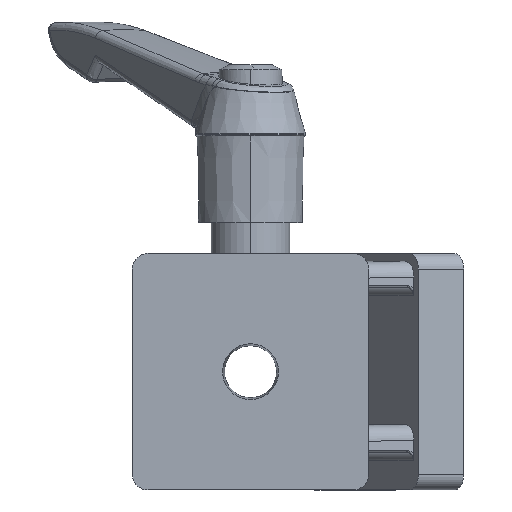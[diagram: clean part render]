
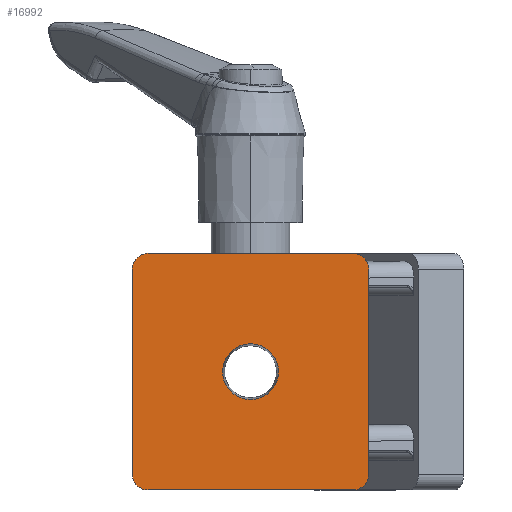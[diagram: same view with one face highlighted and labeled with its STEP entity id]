
A CAD part, front view. The second image highlights one B-rep face of the part: STEP entity #16992.
In plain terms, the highlighted planar face has unit normal (0, -1, 0).
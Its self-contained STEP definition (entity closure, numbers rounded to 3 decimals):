
#219 = CARTESIAN_POINT ( 'NONE',  ( 0., -22.5, -3.544 ) ) ;
#235 = CARTESIAN_POINT ( 'NONE',  ( 13., -22.5, -15. ) ) ;
#384 = VECTOR ( 'NONE', #14237, 1000. ) ;
#1081 = DIRECTION ( 'NONE',  ( 1., 0., 0. ) ) ;
#1213 = CARTESIAN_POINT ( 'NONE',  ( -13., -22.5, 13. ) ) ;
#1232 = VERTEX_POINT ( 'NONE', #235 ) ;
#1425 = CARTESIAN_POINT ( 'NONE',  ( -15., -22.5, -13. ) ) ;
#1812 = DIRECTION ( 'NONE',  ( 0., 1., 0. ) ) ;
#2072 = ORIENTED_EDGE ( 'NONE', *, *, #2274, .T. ) ;
#2147 = CARTESIAN_POINT ( 'NONE',  ( 13., -22.5, -13. ) ) ;
#2189 = DIRECTION ( 'NONE',  ( -1., 0., 0. ) ) ;
#2274 = EDGE_CURVE ( 'NONE', #8190, #3465, #4094, .T. ) ;
#2583 = DIRECTION ( 'NONE',  ( 0., -1., 0. ) ) ;
#3121 = CARTESIAN_POINT ( 'NONE',  ( 0., -22.5, 0. ) ) ;
#3333 = DIRECTION ( 'NONE',  ( 0., 0., 1. ) ) ;
#3382 = AXIS2_PLACEMENT_3D ( 'NONE', #1213, #20813, #14319 ) ;
#3442 = ORIENTED_EDGE ( 'NONE', *, *, #10147, .T. ) ;
#3465 = VERTEX_POINT ( 'NONE', #14755 ) ;
#3809 = DIRECTION ( 'NONE',  ( 0., 0., 1. ) ) ;
#3897 = VECTOR ( 'NONE', #13385, 1000. ) ;
#4094 = CIRCLE ( 'NONE', #3382, 2. ) ;
#4352 = VERTEX_POINT ( 'NONE', #219 ) ;
#4473 = ORIENTED_EDGE ( 'NONE', *, *, #4813, .T. ) ;
#4813 = EDGE_CURVE ( 'NONE', #13255, #15189, #16919, .T. ) ;
#4911 = DIRECTION ( 'NONE',  ( 0., -1., 0. ) ) ;
#5320 = VECTOR ( 'NONE', #2189, 1000. ) ;
#5365 = ORIENTED_EDGE ( 'NONE', *, *, #9465, .T. ) ;
#5757 = EDGE_CURVE ( 'NONE', #4352, #8327, #9987, .T. ) ;
#5796 = CARTESIAN_POINT ( 'NONE',  ( -13., -22.5, -15. ) ) ;
#5828 = CARTESIAN_POINT ( 'NONE',  ( 0., -22.5, 3.544 ) ) ;
#6481 = CARTESIAN_POINT ( 'NONE',  ( -13., -22.5, -13. ) ) ;
#6779 = FACE_OUTER_BOUND ( 'NONE', #7129, .T. ) ;
#6975 = CARTESIAN_POINT ( 'NONE',  ( 15., -22.5, -15. ) ) ;
#7129 = EDGE_LOOP ( 'NONE', ( #9223, #15258, #17853, #4473, #5365, #12131, #2072, #16662 ) ) ;
#7315 = VECTOR ( 'NONE', #1081, 1000. ) ;
#8091 = VERTEX_POINT ( 'NONE', #5796 ) ;
#8180 = ORIENTED_EDGE ( 'NONE', *, *, #5757, .T. ) ;
#8190 = VERTEX_POINT ( 'NONE', #19823 ) ;
#8195 = CARTESIAN_POINT ( 'NONE',  ( 13., -22.5, 15. ) ) ;
#8327 = VERTEX_POINT ( 'NONE', #5828 ) ;
#8425 = LINE ( 'NONE', #13535, #5320 ) ;
#8489 = CARTESIAN_POINT ( 'NONE',  ( 0., -22.5, 0. ) ) ;
#9183 = CARTESIAN_POINT ( 'NONE',  ( 13., -22.5, 13. ) ) ;
#9223 = ORIENTED_EDGE ( 'NONE', *, *, #16024, .T. ) ;
#9429 = EDGE_LOOP ( 'NONE', ( #8180, #3442 ) ) ;
#9465 = EDGE_CURVE ( 'NONE', #15189, #13076, #17193, .T. ) ;
#9987 = CIRCLE ( 'NONE', #18017, 3.544 ) ;
#10147 = EDGE_CURVE ( 'NONE', #8327, #4352, #11255, .T. ) ;
#10261 = DIRECTION ( 'NONE',  ( 0., -1., 0. ) ) ;
#11124 = AXIS2_PLACEMENT_3D ( 'NONE', #2147, #10261, #3809 ) ;
#11255 = CIRCLE ( 'NONE', #18332, 3.544 ) ;
#11338 = LINE ( 'NONE', #19130, #384 ) ;
#11396 = DIRECTION ( 'NONE',  ( 0., 0., -1. ) ) ;
#11400 = EDGE_CURVE ( 'NONE', #1232, #13255, #15486, .T. ) ;
#11737 = AXIS2_PLACEMENT_3D ( 'NONE', #9183, #2583, #18661 ) ;
#11769 = AXIS2_PLACEMENT_3D ( 'NONE', #17790, #16205, #21112 ) ;
#12131 = ORIENTED_EDGE ( 'NONE', *, *, #19567, .T. ) ;
#12939 = PLANE ( 'NONE',  #11769 ) ;
#12962 = CARTESIAN_POINT ( 'NONE',  ( 15., -22.5, 13. ) ) ;
#13076 = VERTEX_POINT ( 'NONE', #8195 ) ;
#13255 = VERTEX_POINT ( 'NONE', #14979 ) ;
#13385 = DIRECTION ( 'NONE',  ( 0., 0., 1. ) ) ;
#13403 = FACE_BOUND ( 'NONE', #9429, .T. ) ;
#13535 = CARTESIAN_POINT ( 'NONE',  ( -15., -22.5, 15. ) ) ;
#14237 = DIRECTION ( 'NONE',  ( 0., 0., -1. ) ) ;
#14319 = DIRECTION ( 'NONE',  ( 0., 0., 1. ) ) ;
#14343 = EDGE_CURVE ( 'NONE', #8091, #1232, #15723, .T. ) ;
#14395 = VERTEX_POINT ( 'NONE', #1425 ) ;
#14755 = CARTESIAN_POINT ( 'NONE',  ( -15., -22.5, 13. ) ) ;
#14923 = DIRECTION ( 'NONE',  ( 0., 0., -1. ) ) ;
#14979 = CARTESIAN_POINT ( 'NONE',  ( 15., -22.5, -13. ) ) ;
#15189 = VERTEX_POINT ( 'NONE', #12962 ) ;
#15258 = ORIENTED_EDGE ( 'NONE', *, *, #14343, .T. ) ;
#15486 = CIRCLE ( 'NONE', #11124, 2. ) ;
#15723 = LINE ( 'NONE', #18862, #7315 ) ;
#16024 = EDGE_CURVE ( 'NONE', #14395, #8091, #17587, .T. ) ;
#16205 = DIRECTION ( 'NONE',  ( 0., -1., 0. ) ) ;
#16662 = ORIENTED_EDGE ( 'NONE', *, *, #17498, .T. ) ;
#16908 = AXIS2_PLACEMENT_3D ( 'NONE', #6481, #4911, #3333 ) ;
#16919 = LINE ( 'NONE', #6975, #3897 ) ;
#16992 = ADVANCED_FACE ( 'NONE', ( #13403, #6779 ), #12939, .T. ) ;
#17193 = CIRCLE ( 'NONE', #11737, 2. ) ;
#17498 = EDGE_CURVE ( 'NONE', #3465, #14395, #11338, .T. ) ;
#17587 = CIRCLE ( 'NONE', #16908, 2. ) ;
#17790 = CARTESIAN_POINT ( 'NONE',  ( -15., -22.5, -15. ) ) ;
#17853 = ORIENTED_EDGE ( 'NONE', *, *, #11400, .T. ) ;
#17974 = DIRECTION ( 'NONE',  ( 0., 1., 0. ) ) ;
#18017 = AXIS2_PLACEMENT_3D ( 'NONE', #8489, #1812, #14923 ) ;
#18332 = AXIS2_PLACEMENT_3D ( 'NONE', #3121, #17974, #11396 ) ;
#18661 = DIRECTION ( 'NONE',  ( 0., 0., 1. ) ) ;
#18862 = CARTESIAN_POINT ( 'NONE',  ( -15., -22.5, -15. ) ) ;
#19130 = CARTESIAN_POINT ( 'NONE',  ( -15., -22.5, -15. ) ) ;
#19567 = EDGE_CURVE ( 'NONE', #13076, #8190, #8425, .T. ) ;
#19823 = CARTESIAN_POINT ( 'NONE',  ( -13., -22.5, 15. ) ) ;
#20813 = DIRECTION ( 'NONE',  ( 0., -1., 0. ) ) ;
#21112 = DIRECTION ( 'NONE',  ( 0., 0., -1. ) ) ;
